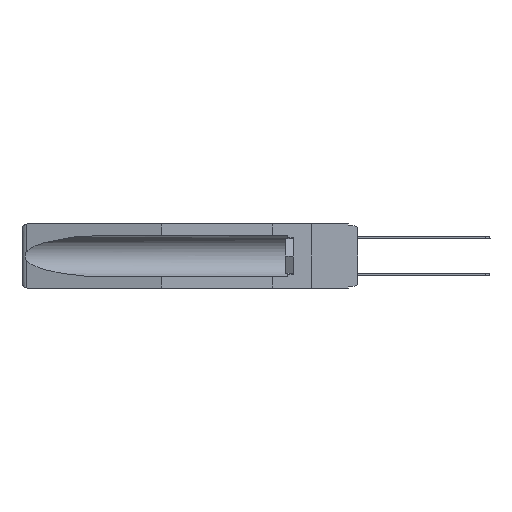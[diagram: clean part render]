
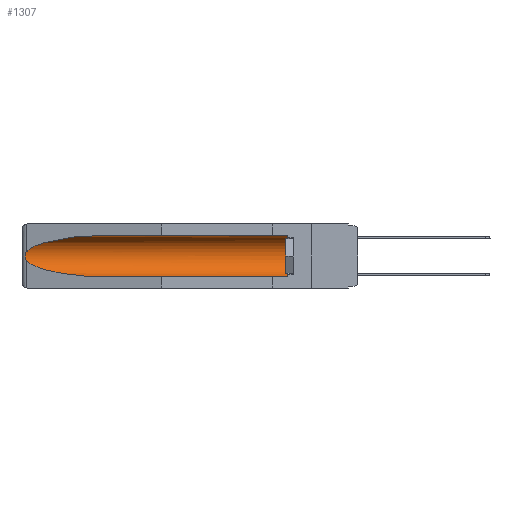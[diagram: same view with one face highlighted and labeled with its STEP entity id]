
A CAD part, left-side view. The second image highlights one B-rep face of the part: STEP entity #1307.
In plain terms, the highlighted cylindrical face has radius 2.857 mm (diameter 5.715 mm), a partial arc.
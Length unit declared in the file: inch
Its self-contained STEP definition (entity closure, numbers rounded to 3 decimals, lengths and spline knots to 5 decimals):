
#281 = VECTOR ( 'NONE', #15429, 39.37008 ) ;
#491 = EDGE_CURVE ( 'NONE', #15417, #5573, #23621, .T. ) ;
#823 = CARTESIAN_POINT ( 'NONE',  ( 0.155, 1.07973, -0.284 ) ) ;
#1307 = ADVANCED_FACE ( 'NONE', ( #14966 ), #21083, .F. ) ;
#1807 = CARTESIAN_POINT ( 'NONE',  ( 0.26597, 1.52961, -0.15275 ) ) ;
#2686 = EDGE_CURVE ( 'NONE', #19641, #3583, #18606, .T. ) ;
#3583 = VERTEX_POINT ( 'NONE', #13049 ) ;
#3736 = CARTESIAN_POINT ( 'NONE',  ( 0.26537, 1.52718, -0.14972 ) ) ;
#4998 = DIRECTION ( 'NONE',  ( 0., 1., 0. ) ) ;
#5573 = VERTEX_POINT ( 'NONE', #16597 ) ;
#5716 = CARTESIAN_POINT ( 'NONE',  ( 0.26537, 1.52718, -0.19328 ) ) ;
#6105 = LINE ( 'NONE', #17599, #281 ) ;
#6278 = CARTESIAN_POINT ( 'NONE',  ( 0.26537, 1.52718, -0.14972 ) ) ;
#7720 = EDGE_CURVE ( 'NONE', #19641, #5573, #21033, .T. ) ;
#9571 = CARTESIAN_POINT ( 'NONE',  ( 0.155, -0.30754, -0.284 ) ) ;
#9630 = CARTESIAN_POINT ( 'NONE',  ( 0.26537, 1.52718, -0.19328 ) ) ;
#9964 = CARTESIAN_POINT ( 'NONE',  ( 0.155, -0.30754, -0.1715 ) ) ;
#10025 = VERTEX_POINT ( 'NONE', #12852 ) ;
#10323 = CARTESIAN_POINT ( 'NONE',  ( 0.26537, 1.52718, -0.19328 ) ) ;
#10534 = CARTESIAN_POINT ( 'NONE',  ( 0.155, 1.07973, -0.059 ) ) ;
#11686 = AXIS2_PLACEMENT_3D ( 'NONE', #24214, #19931, #15547 ) ;
#12179 = ORIENTED_EDGE ( 'NONE', *, *, #491, .T. ) ;
#12326 = CARTESIAN_POINT ( 'NONE',  ( 0.2673, 1.5327, -0.16383 ) ) ;
#12447 = DIRECTION ( 'NONE',  ( 0., 0., 1. ) ) ;
#12709 = CARTESIAN_POINT ( 'NONE',  ( 0.26654, 1.53092, -0.15636 ) ) ;
#12852 = CARTESIAN_POINT ( 'NONE',  ( 0.26537, 1.52718, -0.14972 ) ) ;
#13049 = CARTESIAN_POINT ( 'NONE',  ( 0.155, 0.126, -0.059 ) ) ;
#13295 = ORIENTED_EDGE ( 'NONE', *, *, #7720, .F. ) ;
#13732 = EDGE_CURVE ( 'NONE', #3583, #28242, #6105, .T. ) ;
#14966 = FACE_OUTER_BOUND ( 'NONE', #24456, .T. ) ;
#15237 = VECTOR ( 'NONE', #4998, 39.37008 ) ;
#15417 = VERTEX_POINT ( 'NONE', #5716 ) ;
#15429 = DIRECTION ( 'NONE',  ( 0., 1., 0. ) ) ;
#15547 = DIRECTION ( 'NONE',  ( 0., 0., 1. ) ) ;
#16036 = CARTESIAN_POINT ( 'NONE',  ( 0.21114, 1.30732, -0.284 ) ) ;
#16290 = ORIENTED_EDGE ( 'NONE', *, *, #20763, .T. ) ;
#16597 = CARTESIAN_POINT ( 'NONE',  ( 0.155, 1.07973, -0.284 ) ) ;
#16705 = CARTESIAN_POINT ( 'NONE',  ( 0.26597, 1.5296, -0.19026 ) ) ;
#17083 = CARTESIAN_POINT ( 'NONE',  ( 0.2675, 1.53308, -0.17534 ) ) ;
#17599 = CARTESIAN_POINT ( 'NONE',  ( 0.155, -0.30754, -0.059 ) ) ;
#18606 = CIRCLE ( 'NONE', #11686, 0.1125 ) ;
#19203 = CARTESIAN_POINT ( 'NONE',  ( 0.2673, 1.53269, -0.17917 ) ) ;
#19641 = VERTEX_POINT ( 'NONE', #26818 ) ;
#19931 = DIRECTION ( 'NONE',  ( 0., -1., 0. ) ) ;
#20763 = EDGE_CURVE ( 'NONE', #28242, #10025, #25334, .T. ) ;
#21033 = LINE ( 'NONE', #9571, #15237 ) ;
#21083 = CYLINDRICAL_SURFACE ( 'NONE', #24480, 0.1125 ) ;
#21386 = CARTESIAN_POINT ( 'NONE',  ( 0.25451, 1.48313, -0.09465 ) ) ;
#21779 = ORIENTED_EDGE ( 'NONE', *, *, #25741, .T. ) ;
#23191 = CARTESIAN_POINT ( 'NONE',  ( 0.21114, 1.30732, -0.059 ) ) ;
#23621 =( BOUNDED_CURVE ( )  B_SPLINE_CURVE ( 3, ( #9630, #24888, #16036, #823 ),
 .UNSPECIFIED., .F., .F. ) 
 B_SPLINE_CURVE_WITH_KNOTS ( ( 4, 4 ),
 ( 0.1948, 1.5708 ),
 .UNSPECIFIED. ) 
 CURVE ( )  GEOMETRIC_REPRESENTATION_ITEM ( )  RATIONAL_B_SPLINE_CURVE ( ( 1., 0.848, 0.848, 1. ) ) 
 REPRESENTATION_ITEM ( '' )  );
#24214 = CARTESIAN_POINT ( 'NONE',  ( 0.155, 0.126, -0.1715 ) ) ;
#24456 = EDGE_LOOP ( 'NONE', ( #16290, #21779, #12179, #13295, #25890, #27020 ) ) ;
#24480 = AXIS2_PLACEMENT_3D ( 'NONE', #9964, #27316, #12447 ) ;
#24888 = CARTESIAN_POINT ( 'NONE',  ( 0.25451, 1.48313, -0.24835 ) ) ;
#25334 =( BOUNDED_CURVE ( )  B_SPLINE_CURVE ( 3, ( #27359, #23191, #21386, #6278 ),
 .UNSPECIFIED., .F., .F. ) 
 B_SPLINE_CURVE_WITH_KNOTS ( ( 4, 4 ),
 ( 4.71239, 6.08839 ),
 .UNSPECIFIED. ) 
 CURVE ( )  GEOMETRIC_REPRESENTATION_ITEM ( )  RATIONAL_B_SPLINE_CURVE ( ( 1., 0.848, 0.848, 1. ) ) 
 REPRESENTATION_ITEM ( '' )  );
#25673 = CARTESIAN_POINT ( 'NONE',  ( 0.2675, 1.53308, -0.16763 ) ) ;
#25741 = EDGE_CURVE ( 'NONE', #10025, #15417, #27434, .T. ) ;
#25890 = ORIENTED_EDGE ( 'NONE', *, *, #2686, .T. ) ;
#26818 = CARTESIAN_POINT ( 'NONE',  ( 0.155, 0.126, -0.284 ) ) ;
#27020 = ORIENTED_EDGE ( 'NONE', *, *, #13732, .T. ) ;
#27316 = DIRECTION ( 'NONE',  ( 0., 1., 0. ) ) ;
#27359 = CARTESIAN_POINT ( 'NONE',  ( 0.155, 1.07973, -0.059 ) ) ;
#27434 = B_SPLINE_CURVE_WITH_KNOTS ( 'NONE', 3,
 ( #3736, #1807, #12709, #12326, #25673, #17083, #19203, #27576, #16705, #10323 ),
 .UNSPECIFIED., .F., .F.,
 ( 4, 2, 2, 2, 4 ),
 ( 0., 0.00029, 0.00058, 0.00087, 0.00117 ),
 .UNSPECIFIED. ) ;
#27576 = CARTESIAN_POINT ( 'NONE',  ( 0.26655, 1.53094, -0.18657 ) ) ;
#28242 = VERTEX_POINT ( 'NONE', #10534 ) ;
